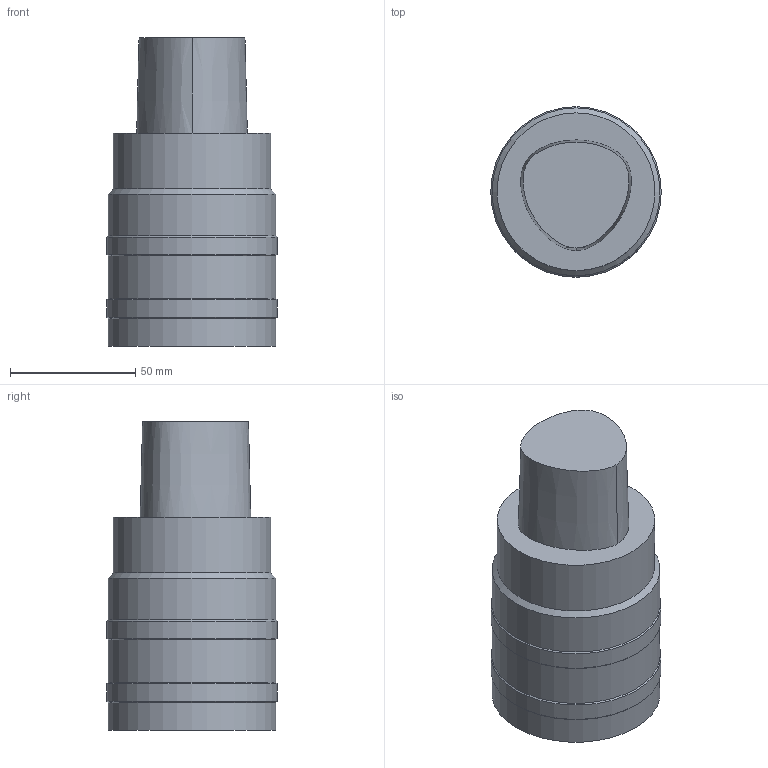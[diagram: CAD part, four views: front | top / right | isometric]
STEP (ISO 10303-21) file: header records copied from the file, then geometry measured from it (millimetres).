
FILE_DESCRIPTION((''),'1');
FILE_NAME('C6-TSL40-85.stp','2010-11-17T00:48:45',(''),(''),'Spatial Interop R18','Kubotek KeyCreator V8.5.1 (14335)',' ');
FILE_SCHEMA(('CONFIG_CONTROL_DESIGN'));
Length unit declared in the file: millimetre
Products named in the file (1): 1
Bounding box: 68 x 68 x 123 mm (x, y, z)
Volume: 346355.3 mm3; surface area: 29660.6 mm2
Topology: 1 solids, 1 shells, 17 faces, 32 edges, 17 vertices
Faces by surface type: cylinder 6, cone 6, plane 3, bspline 2
Full cylindrical faces by diameter (mm): 62.985 x1, 67 x3, 68 x2
Entity records: 613 total; most frequent: CARTESIAN_POINT 283, DIRECTION 61, ORIENTED_EDGE 40, AXIS2_PLACEMENT_3D 29, EDGE_LOOP 29, FACE_BOUND 23, EDGE_CURVE 20, ADVANCED_FACE 17
